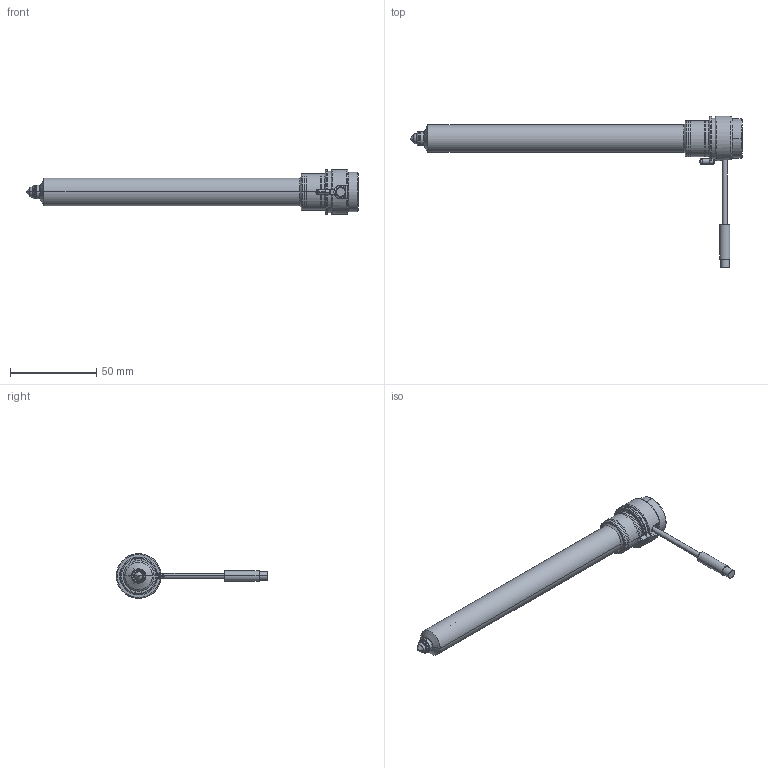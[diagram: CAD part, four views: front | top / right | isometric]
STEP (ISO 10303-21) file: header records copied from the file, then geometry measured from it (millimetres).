
FILE_DESCRIPTION (( 'STEP AP214' ), '1' );
FILE_NAME ('16x174 - dysza - 16174-00.STEP', '2017-05-25T11:44:18', ( '' ), ( '' ), 'SwSTEP 2.0', 'SolidWorks 2016', '' );
FILE_SCHEMA (( 'AUTOMOTIVE_DESIGN' ));
Length unit declared in the file: millimetre
Products named in the file (3): 16x174 - dysza - 16174-00; 16x174 - komora_STANDARD; 16x174 - korpus - 16174-02
Assembly tree (2 placements, depth 2):
  16x174 - dysza - 16174-00
    16x174 - korpus - 16174-02
    16x174 - komora_STANDARD
Bounding box: 193 x 87.95 x 25.96 mm (x, y, z)
Volume: 57981.1 mm3; surface area: 26752 mm2
Topology: 5 solids, 9 shells, 307 faces, 826 edges, 529 vertices
Faces by surface type: cylinder 105, torus 67, cone 61, plane 46, bspline 14, sphere 14
Entity records: 16659 total; most frequent: CARTESIAN_POINT 9040, ORIENTED_EDGE 1640, DIRECTION 1537, EDGE_CURVE 820, AXIS2_PLACEMENT_3D 662, VERTEX_POINT 529, CIRCLE 364, EDGE_LOOP 325
